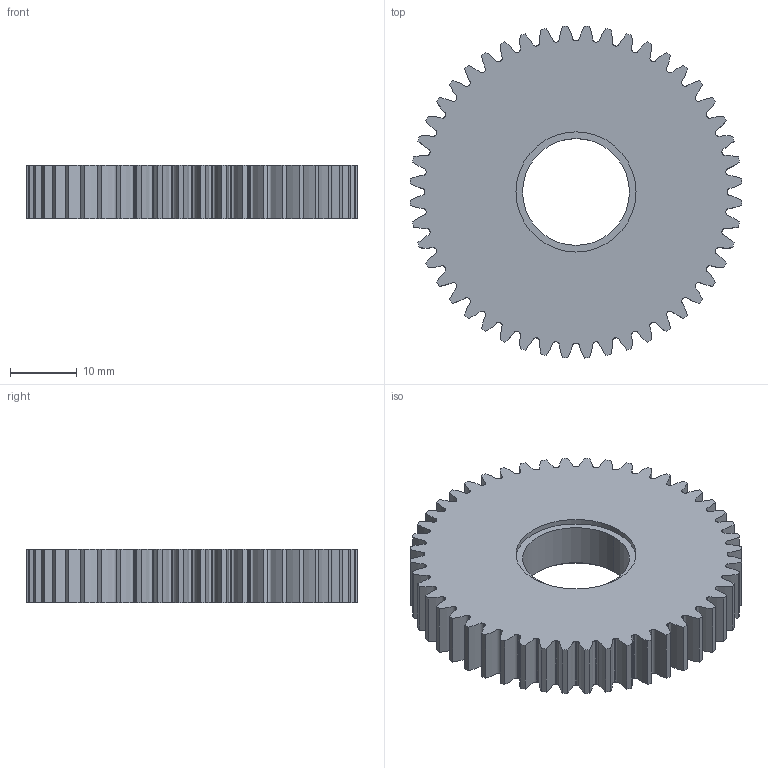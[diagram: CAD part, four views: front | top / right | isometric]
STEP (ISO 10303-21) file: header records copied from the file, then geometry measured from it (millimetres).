
FILE_DESCRIPTION (( 'STEP AP203' ), '1' );
FILE_NAME ('Gear 48-1-0.1-v1.1_monolite.STEP', '2015-07-06T16:36:20', ( '' ), ( '' ), 'SwSTEP 2.0', 'SolidWorks 2012', '' );
FILE_SCHEMA (( 'CONFIG_CONTROL_DESIGN' ));
Length unit declared in the file: millimetre
Products named in the file (1): Gear 48-1-0.1-v1.1_monolite
Bounding box: 49.74 x 49.74 x 8 mm (x, y, z)
Volume: 12567 mm3; surface area: 5934.4 mm2
Topology: 1 solids, 1 shells, 203 faces, 597 edges, 398 vertices
Faces by surface type: cylinder 103, bspline 96, plane 4
Entity records: 12082 total; most frequent: CARTESIAN_POINT 7055, ORIENTED_EDGE 1194, DIRECTION 827, EDGE_CURVE 597, VERTEX_POINT 398, AXIS2_PLACEMENT_3D 314, EDGE_LOOP 207, CIRCLE 206
